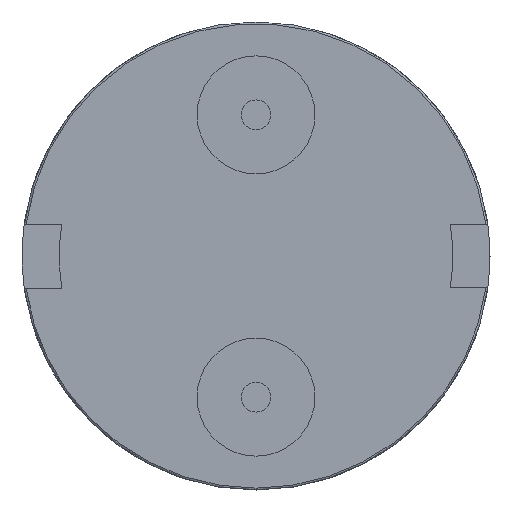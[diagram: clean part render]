
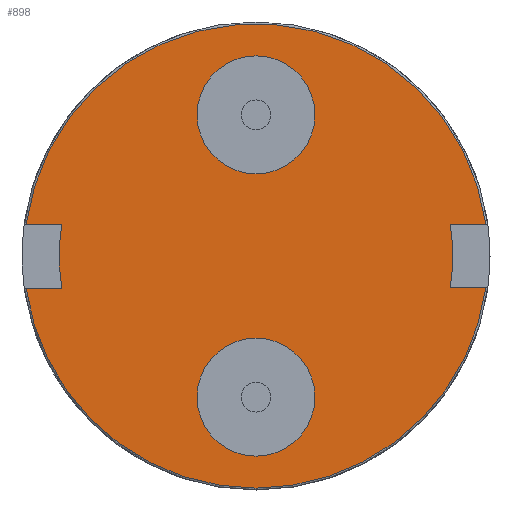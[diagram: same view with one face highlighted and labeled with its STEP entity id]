
A CAD part, front view. The second image highlights one B-rep face of the part: STEP entity #898.
In plain terms, the highlighted planar face has unit normal (0, -1, 0).
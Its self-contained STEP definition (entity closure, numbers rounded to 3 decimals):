
#2 = CIRCLE ( 'NONE', #696, 6.25 ) ;
#23 = CARTESIAN_POINT ( 'NONE',  ( 0., 0., -6.25 ) ) ;
#41 = EDGE_LOOP ( 'NONE', ( #1274, #1095 ) ) ;
#45 = AXIS2_PLACEMENT_3D ( 'NONE', #245, #1102, #389 ) ;
#60 = VECTOR ( 'NONE', #1426, 1000. ) ;
#86 = DIRECTION ( 'NONE',  ( 0., 0., -1. ) ) ;
#90 = CARTESIAN_POINT ( 'NONE',  ( 6.241, 0., 0.857 ) ) ;
#137 = ORIENTED_EDGE ( 'NONE', *, *, #785, .F. ) ;
#184 = ORIENTED_EDGE ( 'NONE', *, *, #1422, .T. ) ;
#193 = VERTEX_POINT ( 'NONE', #612 ) ;
#210 = ORIENTED_EDGE ( 'NONE', *, *, #251, .T. ) ;
#245 = CARTESIAN_POINT ( 'NONE',  ( 0., 0., -3.8 ) ) ;
#251 = EDGE_CURVE ( 'NONE', #1275, #1449, #1045, .T. ) ;
#275 = ORIENTED_EDGE ( 'NONE', *, *, #1099, .T. ) ;
#289 = EDGE_CURVE ( 'NONE', #193, #1434, #372, .T. ) ;
#295 = VERTEX_POINT ( 'NONE', #1272 ) ;
#306 = DIRECTION ( 'NONE',  ( 1., 0., 0.001 ) ) ;
#310 = DIRECTION ( 'NONE',  ( 0., -1., 0. ) ) ;
#320 = VERTEX_POINT ( 'NONE', #1046 ) ;
#325 = DIRECTION ( 'NONE',  ( 0., 0., -1. ) ) ;
#344 = LINE ( 'NONE', #90, #391 ) ;
#346 = CARTESIAN_POINT ( 'NONE',  ( 0., 0., 3.8 ) ) ;
#369 = DIRECTION ( 'NONE',  ( -1., 0., 0. ) ) ;
#372 = CIRCLE ( 'NONE', #1165, 1.587 ) ;
#378 = CARTESIAN_POINT ( 'NONE',  ( 0., 0., 0. ) ) ;
#389 = DIRECTION ( 'NONE',  ( 0., 0., 1. ) ) ;
#391 = VECTOR ( 'NONE', #369, 1000. ) ;
#394 = DIRECTION ( 'NONE',  ( 0., -1., 0. ) ) ;
#408 = CARTESIAN_POINT ( 'NONE',  ( 6.191, 0., -0.857 ) ) ;
#419 = VERTEX_POINT ( 'NONE', #1559 ) ;
#425 = EDGE_LOOP ( 'NONE', ( #1198, #137 ) ) ;
#435 = CIRCLE ( 'NONE', #468, 5.3 ) ;
#451 = CIRCLE ( 'NONE', #45, 1.587 ) ;
#460 = VERTEX_POINT ( 'NONE', #662 ) ;
#468 = AXIS2_PLACEMENT_3D ( 'NONE', #1527, #853, #86 ) ;
#471 = ORIENTED_EDGE ( 'NONE', *, *, #1489, .F. ) ;
#477 = DIRECTION ( 'NONE',  ( 0., -1., 0. ) ) ;
#506 = DIRECTION ( 'NONE',  ( 0., 0., -1. ) ) ;
#512 = DIRECTION ( 'NONE',  ( 0., -1., 0. ) ) ;
#539 = CARTESIAN_POINT ( 'NONE',  ( 0., 0., -2.212 ) ) ;
#606 = CIRCLE ( 'NONE', #875, 5.3 ) ;
#612 = CARTESIAN_POINT ( 'NONE',  ( 0., 0., 2.212 ) ) ;
#620 = VERTEX_POINT ( 'NONE', #1557 ) ;
#652 = LINE ( 'NONE', #866, #924 ) ;
#662 = CARTESIAN_POINT ( 'NONE',  ( 0., 0., -5.388 ) ) ;
#663 = EDGE_LOOP ( 'NONE', ( #471, #210, #184, #758, #275, #861, #1546, #1214, #1073 ) ) ;
#664 = EDGE_CURVE ( 'NONE', #1434, #193, #1228, .T. ) ;
#667 = CARTESIAN_POINT ( 'NONE',  ( -6.191, 0., 0.857 ) ) ;
#676 = FACE_BOUND ( 'NONE', #41, .T. ) ;
#688 = DIRECTION ( 'NONE',  ( 0., -1., 0. ) ) ;
#696 = AXIS2_PLACEMENT_3D ( 'NONE', #1381, #688, #1480 ) ;
#711 = FACE_BOUND ( 'NONE', #425, .T. ) ;
#748 = DIRECTION ( 'NONE',  ( -1., 0., 0. ) ) ;
#755 = LINE ( 'NONE', #1315, #60 ) ;
#758 = ORIENTED_EDGE ( 'NONE', *, *, #1041, .F. ) ;
#785 = EDGE_CURVE ( 'NONE', #460, #920, #451, .T. ) ;
#798 = CARTESIAN_POINT ( 'NONE',  ( 0., 0., 5.388 ) ) ;
#853 = DIRECTION ( 'NONE',  ( 0., -1., 0. ) ) ;
#861 = ORIENTED_EDGE ( 'NONE', *, *, #1127, .F. ) ;
#864 = VECTOR ( 'NONE', #306, 1000. ) ;
#866 = CARTESIAN_POINT ( 'NONE',  ( -5.23, 0., 0.857 ) ) ;
#875 = AXIS2_PLACEMENT_3D ( 'NONE', #1218, #512, #1340 ) ;
#890 = CIRCLE ( 'NONE', #1341, 1.587 ) ;
#898 = ADVANCED_FACE ( 'NONE', ( #676, #1247, #711 ), #1460, .T. ) ;
#914 = VERTEX_POINT ( 'NONE', #667 ) ;
#920 = VERTEX_POINT ( 'NONE', #539 ) ;
#924 = VECTOR ( 'NONE', #748, 1000. ) ;
#933 = CARTESIAN_POINT ( 'NONE',  ( -5.228, 0., -0.871 ) ) ;
#1014 = AXIS2_PLACEMENT_3D ( 'NONE', #346, #477, #325 ) ;
#1035 = CARTESIAN_POINT ( 'NONE',  ( -5.23, 0., 0.857 ) ) ;
#1041 = EDGE_CURVE ( 'NONE', #419, #1285, #755, .T. ) ;
#1045 = CIRCLE ( 'NONE', #1112, 6.25 ) ;
#1046 = CARTESIAN_POINT ( 'NONE',  ( 6.191, 0., 0.857 ) ) ;
#1049 = AXIS2_PLACEMENT_3D ( 'NONE', #1353, #1115, #1567 ) ;
#1073 = ORIENTED_EDGE ( 'NONE', *, *, #1216, .T. ) ;
#1095 = ORIENTED_EDGE ( 'NONE', *, *, #289, .F. ) ;
#1099 = EDGE_CURVE ( 'NONE', #419, #620, #435, .T. ) ;
#1101 = AXIS2_PLACEMENT_3D ( 'NONE', #378, #1212, #506 ) ;
#1102 = DIRECTION ( 'NONE',  ( 0., -1., 0. ) ) ;
#1105 = CARTESIAN_POINT ( 'NONE',  ( 0., 0., -3.8 ) ) ;
#1112 = AXIS2_PLACEMENT_3D ( 'NONE', #1142, #310, #1396 ) ;
#1115 = DIRECTION ( 'NONE',  ( 0., -1., 0. ) ) ;
#1127 = EDGE_CURVE ( 'NONE', #320, #620, #344, .T. ) ;
#1142 = CARTESIAN_POINT ( 'NONE',  ( 0., 0., 0. ) ) ;
#1148 = EDGE_CURVE ( 'NONE', #320, #914, #1264, .T. ) ;
#1165 = AXIS2_PLACEMENT_3D ( 'NONE', #1553, #1499, #1292 ) ;
#1170 = EDGE_CURVE ( 'NONE', #1470, #914, #652, .T. ) ;
#1198 = ORIENTED_EDGE ( 'NONE', *, *, #1231, .F. ) ;
#1212 = DIRECTION ( 'NONE',  ( 0., -1., 0. ) ) ;
#1214 = ORIENTED_EDGE ( 'NONE', *, *, #1170, .F. ) ;
#1216 = EDGE_CURVE ( 'NONE', #1470, #295, #606, .T. ) ;
#1218 = CARTESIAN_POINT ( 'NONE',  ( 0., 0., 0. ) ) ;
#1224 = DIRECTION ( 'NONE',  ( 0., 0., 1. ) ) ;
#1228 = CIRCLE ( 'NONE', #1014, 1.587 ) ;
#1231 = EDGE_CURVE ( 'NONE', #920, #460, #890, .T. ) ;
#1247 = FACE_OUTER_BOUND ( 'NONE', #663, .T. ) ;
#1264 = CIRCLE ( 'NONE', #1101, 6.25 ) ;
#1272 = CARTESIAN_POINT ( 'NONE',  ( -5.228, 0., -0.871 ) ) ;
#1274 = ORIENTED_EDGE ( 'NONE', *, *, #664, .F. ) ;
#1275 = VERTEX_POINT ( 'NONE', #1566 ) ;
#1285 = VERTEX_POINT ( 'NONE', #408 ) ;
#1292 = DIRECTION ( 'NONE',  ( 0., 0., -1. ) ) ;
#1315 = CARTESIAN_POINT ( 'NONE',  ( 6.241, 0., -0.857 ) ) ;
#1340 = DIRECTION ( 'NONE',  ( 0., 0., -1. ) ) ;
#1341 = AXIS2_PLACEMENT_3D ( 'NONE', #1105, #394, #1224 ) ;
#1353 = CARTESIAN_POINT ( 'NONE',  ( 5.3, 0., 0. ) ) ;
#1381 = CARTESIAN_POINT ( 'NONE',  ( 0., 0., 0. ) ) ;
#1396 = DIRECTION ( 'NONE',  ( 0., 0., -1. ) ) ;
#1422 = EDGE_CURVE ( 'NONE', #1449, #1285, #2, .T. ) ;
#1426 = DIRECTION ( 'NONE',  ( 1., 0., 0.001 ) ) ;
#1434 = VERTEX_POINT ( 'NONE', #798 ) ;
#1449 = VERTEX_POINT ( 'NONE', #23 ) ;
#1460 = PLANE ( 'NONE',  #1049 ) ;
#1470 = VERTEX_POINT ( 'NONE', #1035 ) ;
#1480 = DIRECTION ( 'NONE',  ( 0., 0., -1. ) ) ;
#1489 = EDGE_CURVE ( 'NONE', #1275, #295, #1501, .T. ) ;
#1499 = DIRECTION ( 'NONE',  ( 0., -1., 0. ) ) ;
#1501 = LINE ( 'NONE', #933, #864 ) ;
#1527 = CARTESIAN_POINT ( 'NONE',  ( 0., 0., 0. ) ) ;
#1546 = ORIENTED_EDGE ( 'NONE', *, *, #1148, .T. ) ;
#1553 = CARTESIAN_POINT ( 'NONE',  ( 0., 0., 3.8 ) ) ;
#1557 = CARTESIAN_POINT ( 'NONE',  ( 5.23, 0., 0.857 ) ) ;
#1559 = CARTESIAN_POINT ( 'NONE',  ( 5.23, 0., -0.858 ) ) ;
#1566 = CARTESIAN_POINT ( 'NONE',  ( -6.189, 0., -0.873 ) ) ;
#1567 = DIRECTION ( 'NONE',  ( 0., 0., -1. ) ) ;
